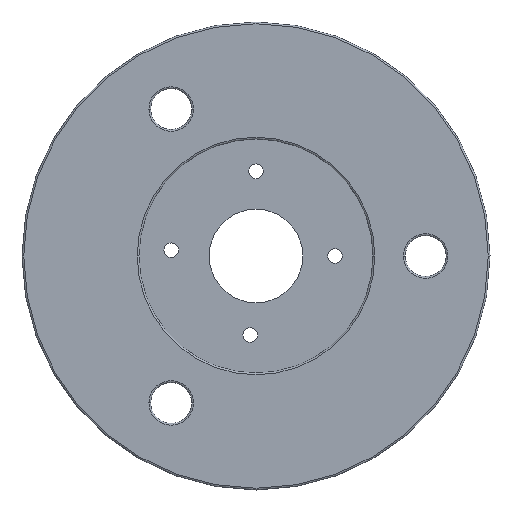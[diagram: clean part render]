
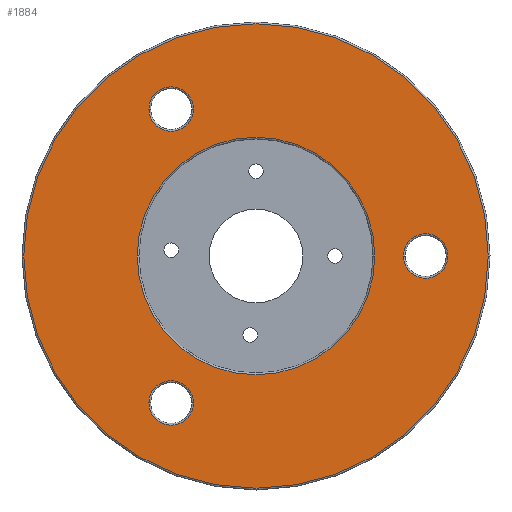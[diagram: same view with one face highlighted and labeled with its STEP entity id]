
A CAD part, front view. The second image highlights one B-rep face of the part: STEP entity #1884.
In plain terms, the highlighted planar face has unit normal (0, -1, 0).
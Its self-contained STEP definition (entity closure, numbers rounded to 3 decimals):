
#18 = EDGE_CURVE ( 'NONE', #78, #1778, #590, .T. ) ;
#45 = VERTEX_POINT ( 'NONE', #1132 ) ;
#58 = AXIS2_PLACEMENT_3D ( 'NONE', #579, #897, #1500 ) ;
#70 = EDGE_CURVE ( 'NONE', #1308, #45, #1053, .T. ) ;
#77 = DIRECTION ( 'NONE',  ( 0., 1., 0. ) ) ;
#78 = VERTEX_POINT ( 'NONE', #1428 ) ;
#104 = ORIENTED_EDGE ( 'NONE', *, *, #70, .T. ) ;
#107 = AXIS2_PLACEMENT_3D ( 'NONE', #691, #1748, #524 ) ;
#131 = DIRECTION ( 'NONE',  ( 1., 0., 0. ) ) ;
#143 = CARTESIAN_POINT ( 'NONE',  ( 12.6, 0., 0. ) ) ;
#220 = ORIENTED_EDGE ( 'NONE', *, *, #1726, .T. ) ;
#233 = DIRECTION ( 'NONE',  ( 1., 0., 0. ) ) ;
#243 = CIRCLE ( 'NONE', #58, 1.9 ) ;
#280 = CIRCLE ( 'NONE', #1614, 10.15 ) ;
#286 = EDGE_CURVE ( 'NONE', #746, #356, #243, .T. ) ;
#329 = VERTEX_POINT ( 'NONE', #1358 ) ;
#331 = DIRECTION ( 'NONE',  ( 0., 1., 0. ) ) ;
#342 = DIRECTION ( 'NONE',  ( 1., 0., 0. ) ) ;
#356 = VERTEX_POINT ( 'NONE', #143 ) ;
#359 = CARTESIAN_POINT ( 'NONE',  ( -10.15, 0., 0. ) ) ;
#371 = FACE_OUTER_BOUND ( 'NONE', #699, .T. ) ;
#407 = ORIENTED_EDGE ( 'NONE', *, *, #1005, .T. ) ;
#455 = ORIENTED_EDGE ( 'NONE', *, *, #1567, .T. ) ;
#482 = CARTESIAN_POINT ( 'NONE',  ( -9.15, 0., -12.557 ) ) ;
#518 = CARTESIAN_POINT ( 'NONE',  ( 16.4, 0., 0. ) ) ;
#524 = DIRECTION ( 'NONE',  ( 1., 0., 0. ) ) ;
#525 = DIRECTION ( 'NONE',  ( 1., 0., 0. ) ) ;
#535 = EDGE_LOOP ( 'NONE', ( #1089, #1129 ) ) ;
#579 = CARTESIAN_POINT ( 'NONE',  ( 14.5, 0., 0. ) ) ;
#590 = CIRCLE ( 'NONE', #1441, 1.9 ) ;
#606 = CARTESIAN_POINT ( 'NONE',  ( -7.25, 0., -12.557 ) ) ;
#608 = EDGE_LOOP ( 'NONE', ( #1424, #455 ) ) ;
#667 = CARTESIAN_POINT ( 'NONE',  ( -5.35, 0., -12.557 ) ) ;
#671 = EDGE_CURVE ( 'NONE', #1583, #1091, #1692, .T. ) ;
#691 = CARTESIAN_POINT ( 'NONE',  ( -7.25, 0., -12.557 ) ) ;
#699 = EDGE_LOOP ( 'NONE', ( #104, #1579 ) ) ;
#709 = VERTEX_POINT ( 'NONE', #359 ) ;
#746 = VERTEX_POINT ( 'NONE', #518 ) ;
#763 = CIRCLE ( 'NONE', #1444, 1.9 ) ;
#787 = FACE_BOUND ( 'NONE', #941, .T. ) ;
#819 = CIRCLE ( 'NONE', #1974, 1.9 ) ;
#820 = AXIS2_PLACEMENT_3D ( 'NONE', #606, #1998, #1073 ) ;
#897 = DIRECTION ( 'NONE',  ( 0., 1., 0. ) ) ;
#908 = CARTESIAN_POINT ( 'NONE',  ( 0., 0., 0. ) ) ;
#921 = CIRCLE ( 'NONE', #820, 1.9 ) ;
#941 = EDGE_LOOP ( 'NONE', ( #1735, #220 ) ) ;
#985 = AXIS2_PLACEMENT_3D ( 'NONE', #1596, #1283, #233 ) ;
#991 = CARTESIAN_POINT ( 'NONE',  ( 14.5, 0., 0. ) ) ;
#1005 = EDGE_CURVE ( 'NONE', #1091, #1583, #921, .T. ) ;
#1010 = DIRECTION ( 'NONE',  ( 0., 1., 0. ) ) ;
#1014 = AXIS2_PLACEMENT_3D ( 'NONE', #908, #1366, #131 ) ;
#1053 = CIRCLE ( 'NONE', #985, 19.85 ) ;
#1073 = DIRECTION ( 'NONE',  ( 1., 0., 0. ) ) ;
#1074 = PLANE ( 'NONE',  #1090 ) ;
#1089 = ORIENTED_EDGE ( 'NONE', *, *, #18, .T. ) ;
#1090 = AXIS2_PLACEMENT_3D ( 'NONE', #1388, #1584, #1290 ) ;
#1091 = VERTEX_POINT ( 'NONE', #482 ) ;
#1105 = CARTESIAN_POINT ( 'NONE',  ( 0., 0., 0. ) ) ;
#1129 = ORIENTED_EDGE ( 'NONE', *, *, #1183, .T. ) ;
#1132 = CARTESIAN_POINT ( 'NONE',  ( -19.85, 0., 0. ) ) ;
#1137 = DIRECTION ( 'NONE',  ( 0., 1., 0. ) ) ;
#1183 = EDGE_CURVE ( 'NONE', #1778, #78, #819, .T. ) ;
#1186 = DIRECTION ( 'NONE',  ( 1., 0., 0. ) ) ;
#1210 = CARTESIAN_POINT ( 'NONE',  ( 19.85, 0., 0. ) ) ;
#1283 = DIRECTION ( 'NONE',  ( 0., -1., 0. ) ) ;
#1290 = DIRECTION ( 'NONE',  ( 1., 0., 0. ) ) ;
#1308 = VERTEX_POINT ( 'NONE', #1210 ) ;
#1310 = EDGE_CURVE ( 'NONE', #45, #1308, #1364, .T. ) ;
#1334 = CARTESIAN_POINT ( 'NONE',  ( -7.25, 0., 12.557 ) ) ;
#1340 = AXIS2_PLACEMENT_3D ( 'NONE', #1769, #1137, #525 ) ;
#1358 = CARTESIAN_POINT ( 'NONE',  ( 10.15, 0., 0. ) ) ;
#1364 = CIRCLE ( 'NONE', #1014, 19.85 ) ;
#1366 = DIRECTION ( 'NONE',  ( 0., -1., 0. ) ) ;
#1388 = CARTESIAN_POINT ( 'NONE',  ( 0., 0., 0. ) ) ;
#1421 = EDGE_LOOP ( 'NONE', ( #1431, #407 ) ) ;
#1422 = CARTESIAN_POINT ( 'NONE',  ( -7.25, 0., 12.557 ) ) ;
#1424 = ORIENTED_EDGE ( 'NONE', *, *, #1681, .T. ) ;
#1428 = CARTESIAN_POINT ( 'NONE',  ( -5.35, 0., 12.557 ) ) ;
#1431 = ORIENTED_EDGE ( 'NONE', *, *, #671, .T. ) ;
#1441 = AXIS2_PLACEMENT_3D ( 'NONE', #1422, #331, #1506 ) ;
#1444 = AXIS2_PLACEMENT_3D ( 'NONE', #991, #77, #1608 ) ;
#1463 = CARTESIAN_POINT ( 'NONE',  ( -9.15, 0., 12.557 ) ) ;
#1500 = DIRECTION ( 'NONE',  ( 1., 0., 0. ) ) ;
#1506 = DIRECTION ( 'NONE',  ( 1., 0., 0. ) ) ;
#1540 = FACE_BOUND ( 'NONE', #535, .T. ) ;
#1567 = EDGE_CURVE ( 'NONE', #709, #329, #280, .T. ) ;
#1579 = ORIENTED_EDGE ( 'NONE', *, *, #1310, .T. ) ;
#1583 = VERTEX_POINT ( 'NONE', #667 ) ;
#1584 = DIRECTION ( 'NONE',  ( 0., -1., 0. ) ) ;
#1596 = CARTESIAN_POINT ( 'NONE',  ( 0., 0., 0. ) ) ;
#1608 = DIRECTION ( 'NONE',  ( 1., 0., 0. ) ) ;
#1614 = AXIS2_PLACEMENT_3D ( 'NONE', #1105, #1711, #342 ) ;
#1620 = FACE_BOUND ( 'NONE', #608, .T. ) ;
#1681 = EDGE_CURVE ( 'NONE', #329, #709, #1856, .T. ) ;
#1692 = CIRCLE ( 'NONE', #107, 1.9 ) ;
#1711 = DIRECTION ( 'NONE',  ( 0., 1., 0. ) ) ;
#1726 = EDGE_CURVE ( 'NONE', #356, #746, #763, .T. ) ;
#1735 = ORIENTED_EDGE ( 'NONE', *, *, #286, .T. ) ;
#1748 = DIRECTION ( 'NONE',  ( 0., 1., 0. ) ) ;
#1764 = FACE_BOUND ( 'NONE', #1421, .T. ) ;
#1769 = CARTESIAN_POINT ( 'NONE',  ( 0., 0., 0. ) ) ;
#1778 = VERTEX_POINT ( 'NONE', #1463 ) ;
#1856 = CIRCLE ( 'NONE', #1340, 10.15 ) ;
#1884 = ADVANCED_FACE ( 'NONE', ( #371, #1540, #787, #1764, #1620 ), #1074, .T. ) ;
#1974 = AXIS2_PLACEMENT_3D ( 'NONE', #1334, #1010, #1186 ) ;
#1998 = DIRECTION ( 'NONE',  ( 0., 1., 0. ) ) ;
